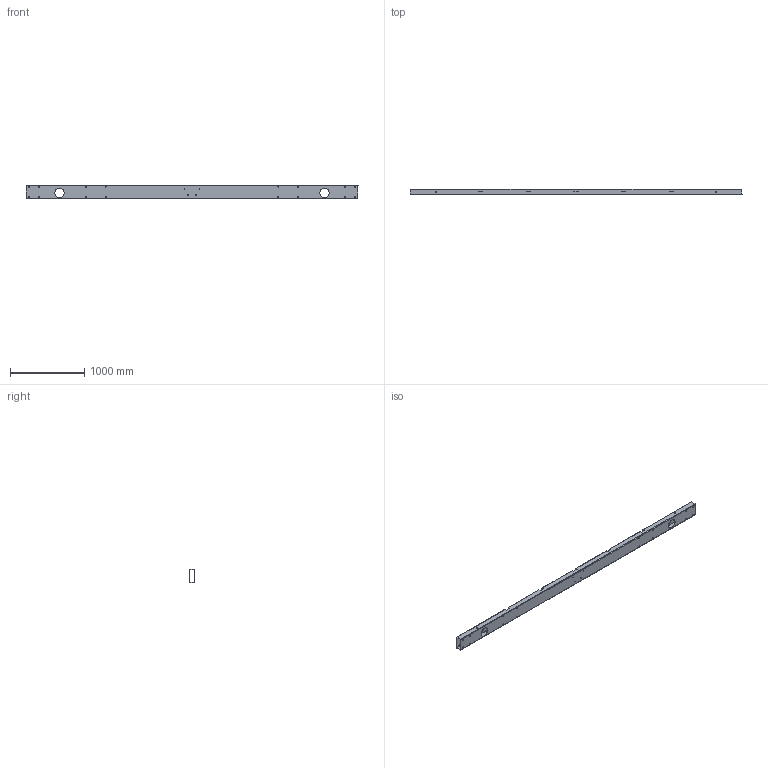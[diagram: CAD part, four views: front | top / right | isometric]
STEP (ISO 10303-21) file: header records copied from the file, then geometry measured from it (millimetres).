
FILE_DESCRIPTION (( 'STEP AP203' ), '1' );
FILE_NAME ('imported_121-2022.STEP', '2022-06-22T11:56:56', ( '' ), ( '' ), 'SwSTEP 2.0', 'SolidWorks 2022', '' );
FILE_SCHEMA (( 'CONFIG_CONTROL_DESIGN' ));
Length unit declared in the file: millimetre
Products named in the file (1): imported_121-2022
Bounding box: 4473.02 x 80 x 180 mm (x, y, z)
Volume: 10595281.5 mm3; surface area: 4274973.9 mm2
Topology: 1 solids, 1 shells, 170 faces, 534 edges, 356 vertices
Faces by surface type: plane 78, cylinder 74, bspline 18
Full cylindrical faces by diameter (mm): 11 x8, 14 x32, 25 x4, 126 x4
Entity records: 9611 total; most frequent: CARTESIAN_POINT 4703, ORIENTED_EDGE 972, DIRECTION 904, EDGE_CURVE 486, VERTEX_POINT 356, EDGE_LOOP 340, VECTOR 302, LINE 302
